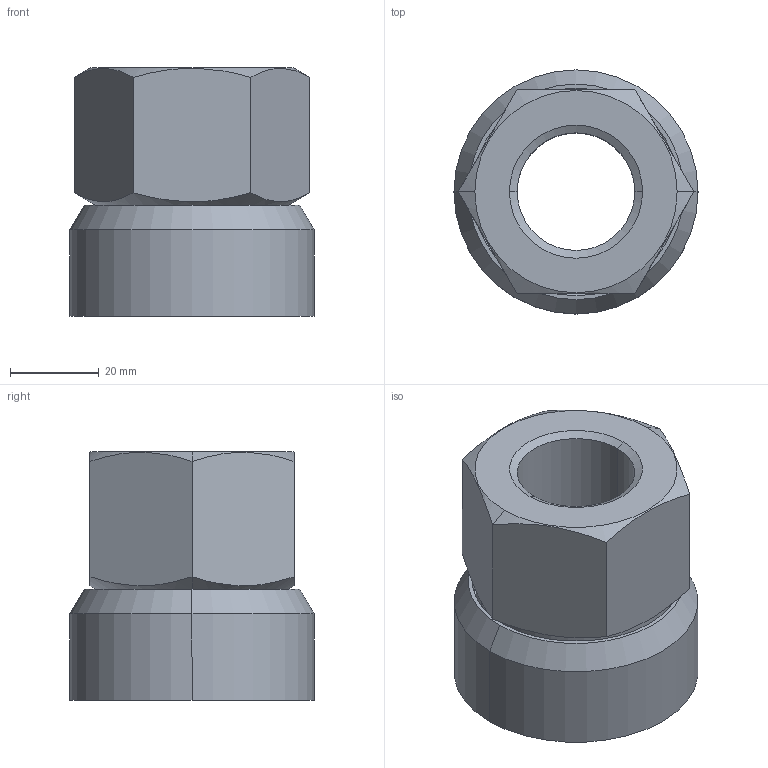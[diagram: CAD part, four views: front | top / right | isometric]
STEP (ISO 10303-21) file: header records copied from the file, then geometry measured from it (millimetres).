
FILE_DESCRIPTION(('STEP AP214'),'1');
FILE_NAME(' ',' ',('TraceParts'),('TraceParts S.A.'),'XStep 1.0',' ',' ');
FILE_SCHEMA(('automotive_design'));
Length unit declared in the file: millimetre
Products named in the file (2): 1; 2
Bounding box: 55 x 55 x 56 mm (x, y, z)
Volume: 74838.5 mm3; surface area: 22449.2 mm2
Topology: 2 solids, 2 shells, 42 faces, 88 edges, 50 vertices
Faces by surface type: cylinder 14, cone 14, plane 10, sphere 2, torus 2
Entity records: 2175 total; most frequent: CARTESIAN_POINT 206, DIRECTION 206, STYLED_ITEM 182, PRESENTATION_STYLE_ASSIGNMENT 182, COLOUR_RGB 182, ORIENTED_EDGE 176, EDGE_CURVE 88, CURVE_STYLE 88
